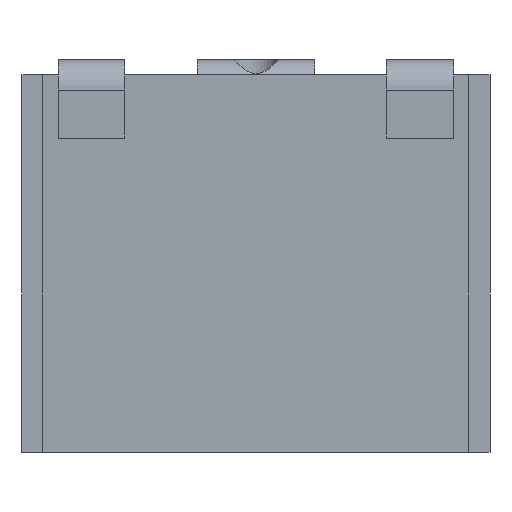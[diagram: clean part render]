
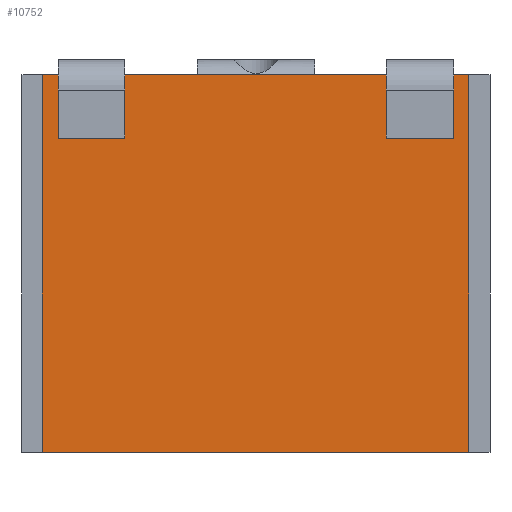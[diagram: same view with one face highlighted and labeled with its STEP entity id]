
A CAD part, front view. The second image highlights one B-rep face of the part: STEP entity #10752.
In plain terms, the highlighted planar face has unit normal (0, -1, 0).
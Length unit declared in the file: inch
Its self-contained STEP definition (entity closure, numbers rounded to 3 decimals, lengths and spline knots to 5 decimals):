
#1406=DIRECTION('',(-1.,0.,0.));
#1407=VECTOR('',#1406,0.005);
#1408=CARTESIAN_POINT('',(0.078,-0.0865,0.125));
#1409=LINE('',#1408,#1407);
#1438=DIRECTION('',(-1.,0.,0.));
#1439=VECTOR('',#1438,0.0867);
#1440=CARTESIAN_POINT('',(0.0507,-0.0865,0.125));
#1441=LINE('',#1440,#1439);
#1470=DIRECTION('',(-1.,0.,0.));
#1471=VECTOR('',#1470,0.0053);
#1472=CARTESIAN_POINT('',(-0.058,-0.0865,0.125));
#1473=LINE('',#1472,#1471);
#1668=DIRECTION('',(0.,0.,1.));
#1669=VECTOR('',#1668,0.00389);
#1670=CARTESIAN_POINT('',(0.073,-0.0865,0.12111));
#1671=LINE('',#1670,#1669);
#1672=DIRECTION('',(0.,0.,-1.));
#1673=VECTOR('',#1672,0.125);
#1674=CARTESIAN_POINT('',(0.078,-0.0865,0.125));
#1675=LINE('',#1674,#1673);
#1676=DIRECTION('',(-1.,0.,0.));
#1677=VECTOR('',#1676,0.1413);
#1678=CARTESIAN_POINT('',(0.078,-0.0865,0.));
#1679=LINE('',#1678,#1677);
#1680=DIRECTION('',(0.,0.,1.));
#1681=VECTOR('',#1680,0.00389);
#1682=CARTESIAN_POINT('',(-0.036,-0.0865,0.12111));
#1683=LINE('',#1682,#1681);
#1702=DIRECTION('',(-1.,0.,0.));
#1703=VECTOR('',#1702,0.0223);
#1704=CARTESIAN_POINT('',(0.073,-0.0865,0.12111));
#1705=LINE('',#1704,#1703);
#1724=DIRECTION('',(0.,0.,1.));
#1725=VECTOR('',#1724,0.00389);
#1726=CARTESIAN_POINT('',(0.0507,-0.0865,0.12111));
#1727=LINE('',#1726,#1725);
#1838=DIRECTION('',(0.,0.,-1.));
#1839=VECTOR('',#1838,0.125);
#1840=CARTESIAN_POINT('',(-0.0633,-0.0865,0.125));
#1841=LINE('',#1840,#1839);
#1872=DIRECTION('',(0.,0.,1.));
#1873=VECTOR('',#1872,0.00389);
#1874=CARTESIAN_POINT('',(-0.058,-0.0865,0.12111));
#1875=LINE('',#1874,#1873);
#1952=DIRECTION('',(-1.,0.,0.));
#1953=VECTOR('',#1952,0.022);
#1954=CARTESIAN_POINT('',(-0.036,-0.0865,0.12111));
#1955=LINE('',#1954,#1953);
#7245=CARTESIAN_POINT('',(-0.0633,-0.0865,0.));
#7246=VERTEX_POINT('',#7245);
#7247=CARTESIAN_POINT('',(0.078,-0.0865,0.));
#7248=VERTEX_POINT('',#7247);
#9182=CARTESIAN_POINT('',(-0.036,-0.0865,0.125));
#9184=VERTEX_POINT('',#9182);
#9185=CARTESIAN_POINT('',(-0.036,-0.0865,0.12111));
#9186=VERTEX_POINT('',#9185);
#9208=CARTESIAN_POINT('',(0.078,-0.0865,0.125));
#9209=VERTEX_POINT('',#9208);
#9210=CARTESIAN_POINT('',(0.073,-0.0865,0.125));
#9211=VERTEX_POINT('',#9210);
#9228=CARTESIAN_POINT('',(0.0507,-0.0865,0.125));
#9229=VERTEX_POINT('',#9228);
#9244=CARTESIAN_POINT('',(-0.058,-0.0865,0.125));
#9245=VERTEX_POINT('',#9244);
#9246=CARTESIAN_POINT('',(-0.0633,-0.0865,0.125));
#9247=VERTEX_POINT('',#9246);
#9252=CARTESIAN_POINT('',(0.073,-0.0865,0.12111));
#9253=VERTEX_POINT('',#9252);
#9254=CARTESIAN_POINT('',(-0.058,-0.0865,0.12111));
#9255=VERTEX_POINT('',#9254);
#9256=CARTESIAN_POINT('',(0.0507,-0.0865,0.12111));
#9257=VERTEX_POINT('',#9256);
#10726=CARTESIAN_POINT('',(0.0457,-0.0865,0.));
#10727=DIRECTION('',(0.,-1.,0.));
#10728=DIRECTION('',(1.,0.,0.));
#10729=AXIS2_PLACEMENT_3D('',#10726,#10727,#10728);
#10730=PLANE('',#10729);
#10732=ORIENTED_EDGE('',*,*,#10731,.T.);
#10733=ORIENTED_EDGE('',*,*,#10426,.F.);
#10734=ORIENTED_EDGE('',*,*,#10720,.T.);
#10735=ORIENTED_EDGE('',*,*,#9353,.T.);
#10737=ORIENTED_EDGE('',*,*,#10736,.F.);
#10738=ORIENTED_EDGE('',*,*,#10466,.F.);
#10740=ORIENTED_EDGE('',*,*,#10739,.F.);
#10742=ORIENTED_EDGE('',*,*,#10741,.F.);
#10744=ORIENTED_EDGE('',*,*,#10743,.T.);
#10745=ORIENTED_EDGE('',*,*,#10446,.F.);
#10747=ORIENTED_EDGE('',*,*,#10746,.F.);
#10749=ORIENTED_EDGE('',*,*,#10748,.F.);
#10750=EDGE_LOOP('',(#10732,#10733,#10734,#10735,#10737,#10738,#10740,#10742,
#10744,#10745,#10747,#10749));
#10751=FACE_OUTER_BOUND('',#10750,.F.);
#10752=ADVANCED_FACE('',(#10751),#10730,.T.);
#9353=EDGE_CURVE('',#7248,#7246,#1679,.T.);
#10426=EDGE_CURVE('',#9209,#9211,#1409,.T.);
#10446=EDGE_CURVE('',#9229,#9184,#1441,.T.);
#10466=EDGE_CURVE('',#9245,#9247,#1473,.T.);
#10720=EDGE_CURVE('',#9209,#7248,#1675,.T.);
#10731=EDGE_CURVE('',#9253,#9211,#1671,.T.);
#10736=EDGE_CURVE('',#9247,#7246,#1841,.T.);
#10739=EDGE_CURVE('',#9255,#9245,#1875,.T.);
#10741=EDGE_CURVE('',#9186,#9255,#1955,.T.);
#10743=EDGE_CURVE('',#9186,#9184,#1683,.T.);
#10746=EDGE_CURVE('',#9257,#9229,#1727,.T.);
#10748=EDGE_CURVE('',#9253,#9257,#1705,.T.);
